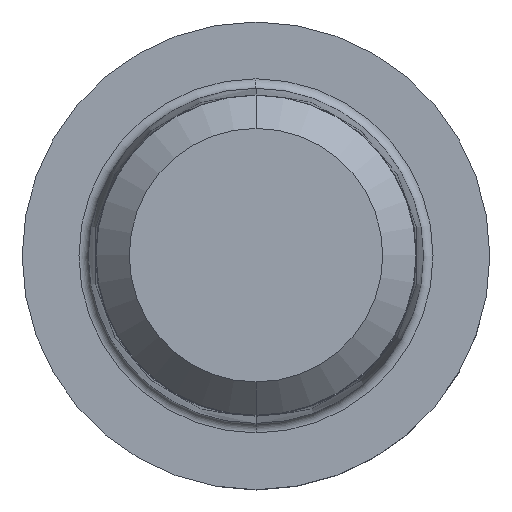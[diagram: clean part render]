
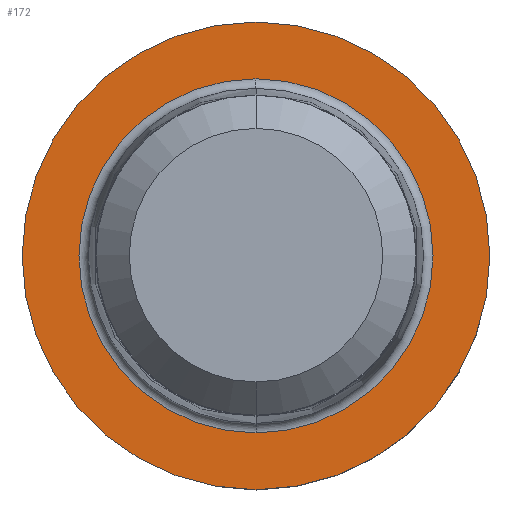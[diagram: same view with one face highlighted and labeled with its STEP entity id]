
A CAD part, top view. The second image highlights one B-rep face of the part: STEP entity #172.
In plain terms, the highlighted planar face has unit normal (0, 0, 1).
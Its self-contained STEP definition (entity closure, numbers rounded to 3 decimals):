
#172=ADVANCED_FACE('',(#462,#463),#464,.T.);
#174=VERTEX_POINT('',#466);
#282=VERTEX_POINT('',#585);
#356=EDGE_CURVE('',#402,#382,#671,.T.);
#366=EDGE_CURVE('',#282,#174,#682,.T.);
#382=VERTEX_POINT('',#699);
#402=VERTEX_POINT('',#725);
#410=EDGE_CURVE('',#382,#402,#735,.T.);
#430=EDGE_CURVE('',#174,#282,#757,.T.);
#462=FACE_OUTER_BOUND('',#782,.T.);
#463=FACE_BOUND('',#783,.T.);
#464=PLANE('',#784);
#466=CARTESIAN_POINT('',(0.,-7.42,0.01));
#585=CARTESIAN_POINT('',(0.0,7.42,0.01));
#671=CIRCLE('',#1044,9.8);
#682=CIRCLE('',#1059,7.42);
#699=CARTESIAN_POINT('',(0.0,9.8,0.01));
#725=CARTESIAN_POINT('',(0.,-9.8,0.01));
#735=CIRCLE('',#1123,9.8);
#757=CIRCLE('',#1153,7.42);
#782=EDGE_LOOP('',(#1176,#1177));
#783=EDGE_LOOP('',(#1178,#1179));
#784=AXIS2_PLACEMENT_3D('',#1180,#1181,#1182);
#1044=AXIS2_PLACEMENT_3D('',#1446,#1447,#1448);
#1059=AXIS2_PLACEMENT_3D('',#1461,#1462,#1463);
#1123=AXIS2_PLACEMENT_3D('',#1528,#1529,#1530);
#1153=AXIS2_PLACEMENT_3D('',#1561,#1562,#1563);
#1176=ORIENTED_EDGE('',*,*,#410,.F.);
#1177=ORIENTED_EDGE('',*,*,#356,.F.);
#1178=ORIENTED_EDGE('',*,*,#366,.T.);
#1179=ORIENTED_EDGE('',*,*,#430,.T.);
#1180=CARTESIAN_POINT('',(0.0,4.9,0.01));
#1181=DIRECTION('',(-0.0,0.0,1.0));
#1182=DIRECTION('',(0.0,-1.0,0.0));
#1446=CARTESIAN_POINT('',(0.0,0.0,0.01));
#1447=DIRECTION('',(0.0,0.0,-1.0));
#1448=DIRECTION('',(0.0,1.0,0.0));
#1461=CARTESIAN_POINT('',(0.0,0.0,0.01));
#1462=DIRECTION('',(0.0,0.0,-1.0));
#1463=DIRECTION('',(0.0,1.0,0.0));
#1528=CARTESIAN_POINT('',(0.0,0.0,0.01));
#1529=DIRECTION('',(0.0,0.0,-1.0));
#1530=DIRECTION('',(0.0,1.0,0.0));
#1561=CARTESIAN_POINT('',(0.0,0.0,0.01));
#1562=DIRECTION('',(0.0,0.0,-1.0));
#1563=DIRECTION('',(0.0,1.0,0.0));
